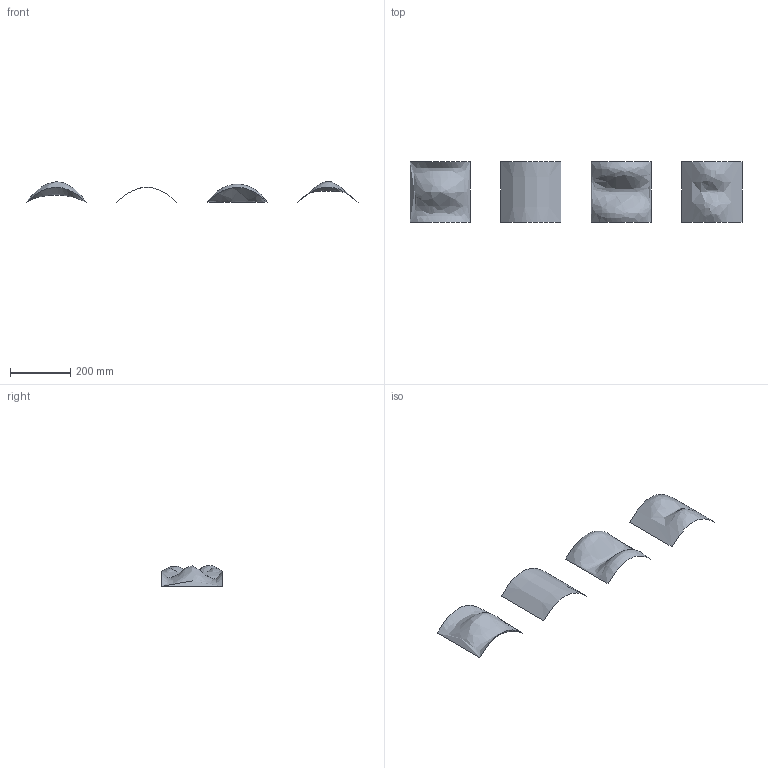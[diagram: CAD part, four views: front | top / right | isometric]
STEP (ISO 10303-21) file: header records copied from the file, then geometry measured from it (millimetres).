
FILE_DESCRIPTION((''),'2;1');
FILE_NAME('step/c2-td-203.stp','2001-05-11T08:58:03+01:00',(' '),(' '),'THEOREM SOLUTIONS CATIA -> AP203 IS PREPROCESSOR 5.0.001','CATIA',' ');
FILE_SCHEMA(('ccd_cla_gvp_ast'));
Length unit declared in the file: millimetre
Products named in the file (1): MASTER
Bounding box: 1100 x 200 x 69.35 mm (x, y, z)
Surface area: 197719 mm2 (no closed solid volume)
Topology: 0 solids, 0 shells, 4 faces, 36 edges, 56 vertices
Faces by surface type: bspline 4
Entity records: 1095 total; most frequent: CARTESIAN_POINT 888, STYLED_ITEM 24, B_SPLINE_CURVE_WITH_KNOTS 20, DIRECTION 12, PRESENTATION_STYLE_ASSIGNMENT 12, AXIS2_PLACEMENT_3D 8, PERSON_AND_ORGANIZATION_ROLE 5, CC_DESIGN_PERSON_AND_ORGANIZATION_ASSIGNMENT 5
